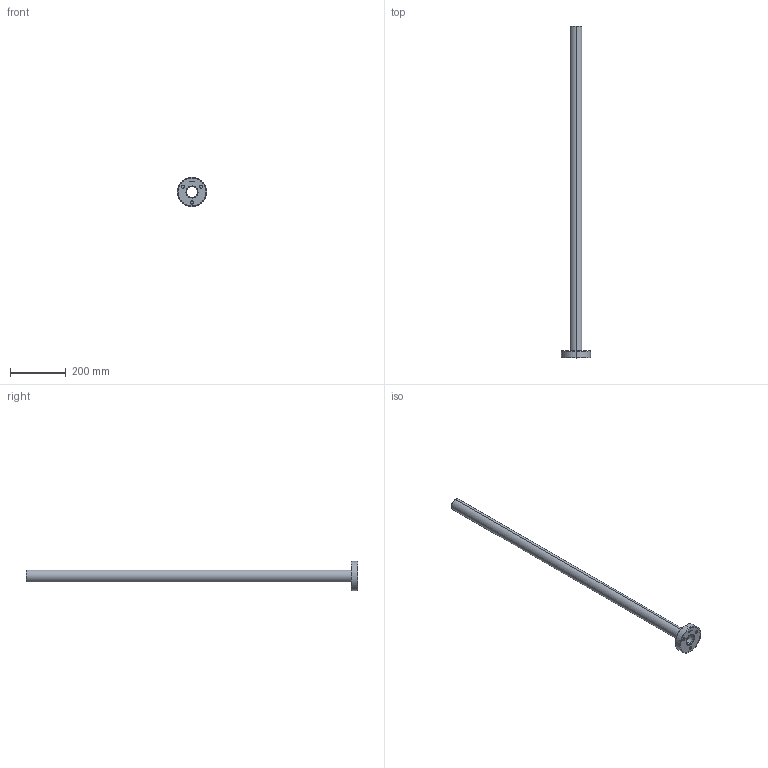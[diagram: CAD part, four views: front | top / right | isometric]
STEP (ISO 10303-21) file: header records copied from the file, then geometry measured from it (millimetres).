
FILE_DESCRIPTION (( 'STEP AP203' ), '1' );
FILE_NAME ('40500-240.step', '2019-08-20T11:18:33', ( '' ), ( '' ), 'SwSTEP 2.0', 'SolidWorks 2015', '' );
FILE_SCHEMA (( 'CONFIG_CONTROL_DESIGN' ));
Length unit declared in the file: millimetre
Products named in the file (4): 405XX-240 Teil1_40500-240 Teil1; 40500-240; 50152-240_50152-240; 54106-240_54106-240
Assembly tree (3 placements, depth 2):
  40500-240
    405XX-240 Teil1_40500-240 Teil1
    54106-240_54106-240
    50152-240_50152-240
Bounding box: 105 x 1190 x 105 mm (x, y, z)
Volume: 353743 mm3; surface area: 348371.4 mm2
Topology: 3 solids, 3 shells, 267 faces, 682 edges, 448 vertices
Faces by surface type: plane 129, bspline 98, cylinder 20, cone 16, torus 4
Entity records: 14430 total; most frequent: CARTESIAN_POINT 8141, ORIENTED_EDGE 1364, DIRECTION 900, EDGE_CURVE 682, VERTEX_POINT 448, VECTOR 422, LINE 422, EDGE_LOOP 306
